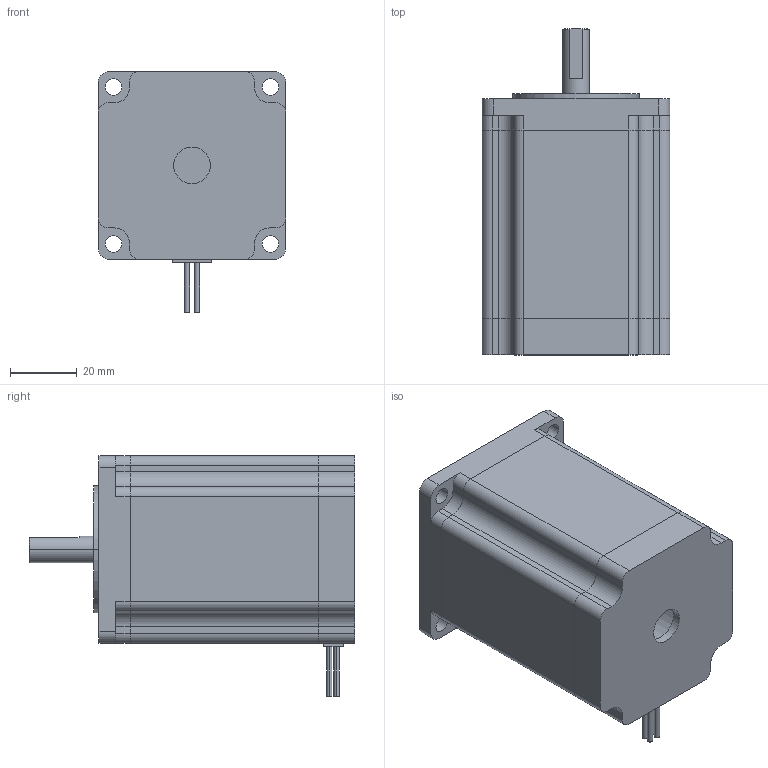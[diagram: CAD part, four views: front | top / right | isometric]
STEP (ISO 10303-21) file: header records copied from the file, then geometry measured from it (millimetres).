
FILE_DESCRIPTION((''),'2;1');
FILE_NAME('MT23HE31050M401_ASM','2023-06-07T09:30:15',('Edison'),(''),'CREO PARAMETRIC BY PTC INC, 2017260','CREO PARAMETRIC BY PTC INC, 2017260','');
FILE_SCHEMA(('CONFIG_CONTROL_DESIGN'));
Length unit declared in the file: millimetre
Products named in the file (14): 00_1_1; MT23HE22028E4LVREARENDBELL_4_1_; MT23HE22028E4LVFRONTENDBELL_7_1; MT23HE22028E4LVSHAFT_3_1_1_1_1_; NEMA23MAGNET_1_1_1_1_1_1; NEMA23ROTOR_1_1_1_1_1_1; SHAFTRING_1_1_1_1_1_1; MT23HE22028E4LVROTOR_ASM_2_1_AS_ASM; MT23HE22028E4LV_ASM_3_1_ASM_1_A_ASM; MT23HE17030B41C_ASM_1_ASM_1_ASM_ASM; MT23HE17014B401_ASM_1_ASM_1_ASM_ASM; MT23HE17014B401-C_ASM_1_ASM_1_ASM; MT23HE17014B401-C_ASM_1_ASM; MT23HE31050M401_ASM
Assembly tree (13 placements, depth 8):
  MT23HE31050M401_ASM
    MT23HE17014B401-C_ASM_1_ASM
      MT23HE17014B401-C_ASM_1_ASM_1_ASM
        MT23HE17014B401_ASM_1_ASM_1_ASM_ASM
          MT23HE17030B41C_ASM_1_ASM_1_ASM_ASM
            MT23HE22028E4LV_ASM_3_1_ASM_1_A_ASM
              00_1_1
              MT23HE22028E4LVREARENDBELL_4_1_
              MT23HE22028E4LVFRONTENDBELL_7_1
              MT23HE22028E4LVROTOR_ASM_2_1_AS_ASM
                MT23HE22028E4LVSHAFT_3_1_1_1_1_
                NEMA23MAGNET_1_1_1_1_1_1
                NEMA23ROTOR_1_1_1_1_1_1
                SHAFTRING_1_1_1_1_1_1
Bounding box: 56.4 x 97.9 x 72.4 mm (x, y, z)
Volume: 163340.5 mm3; surface area: 55373.8 mm2
Topology: 7 solids, 7 shells, 611 faces, 1867 edges, 1286 vertices
Faces by surface type: cylinder 348, plane 254, torus 8, cone 1
Entity records: 21977 total; most frequent: CARTESIAN_POINT 4109, DIRECTION 3894, ORIENTED_EDGE 3734, EDGE_CURVE 1867, AXIS2_PLACEMENT_3D 1439, VERTEX_POINT 1286, VECTOR 1016, LINE 1016
